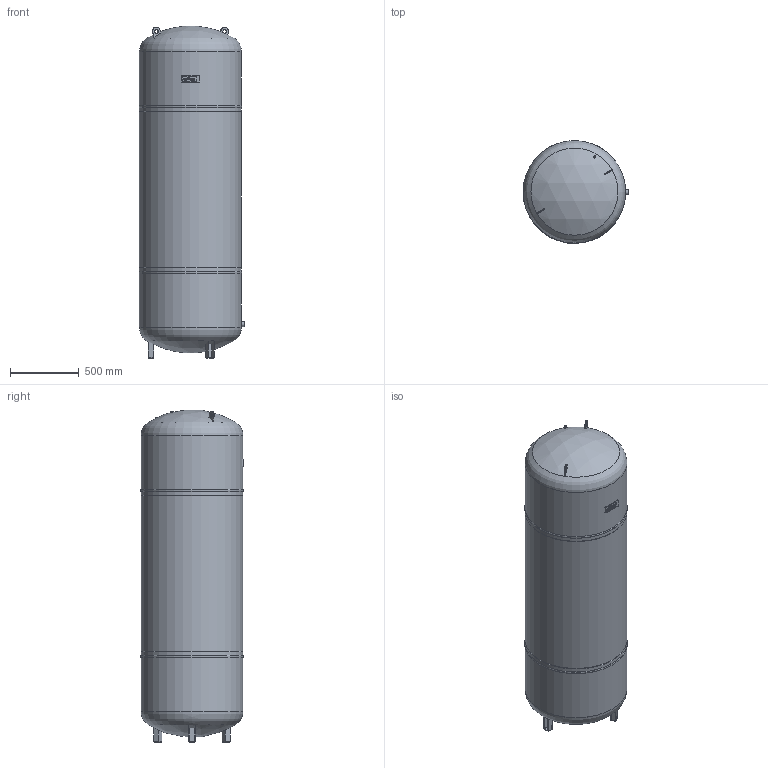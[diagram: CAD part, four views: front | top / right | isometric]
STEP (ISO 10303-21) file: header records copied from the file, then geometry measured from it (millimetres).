
FILE_DESCRIPTION(/* description */ (''),/* implementation_level */ '2;1');
FILE_NAME(/* name */ '3d_ReflexN1000_6bar_gray-8218600.stp',/* time_stamp */ '2022-06-13T07:48:42+02:00',/* author */ ('Andrzej'),/* organization */ (''),/* preprocessor_version */ 'ST-DEVELOPER v16.13',/* originating_system */ 'AutoCAD Mechanical',/* authorisation */ '');
FILE_SCHEMA (('AUTOMOTIVE_DESIGN { 1 0 10303 214 3 1 1 }'));
Length unit declared in the file: millimetre
Products named in the file (1): Product
Bounding box: 767.49 x 744.98 x 2409.27 mm (x, y, z)
Volume: 968075934.4 mm3; surface area: 7746751.9 mm2
Topology: 19 solids, 19 shells, 347 faces, 826 edges, 516 vertices
Faces by surface type: plane 156, cylinder 142, torus 23, sphere 16, cone 8, bspline 2
Full cylindrical faces by diameter (mm): 6 x1, 6.23 x1, 8 x1, 8.06 x1, 10 x1, 11 x1, 13.4 x3, 14 x1, 25.7 x1, 30 x2, 33.7 x1, 740 x7
Entity records: 9834 total; most frequent: DIRECTION 1798, CARTESIAN_POINT 1690, ORIENTED_EDGE 1544, EDGE_CURVE 772, AXIS2_PLACEMENT_3D 682, VERTEX_POINT 514, LINE 434, VECTOR 434
